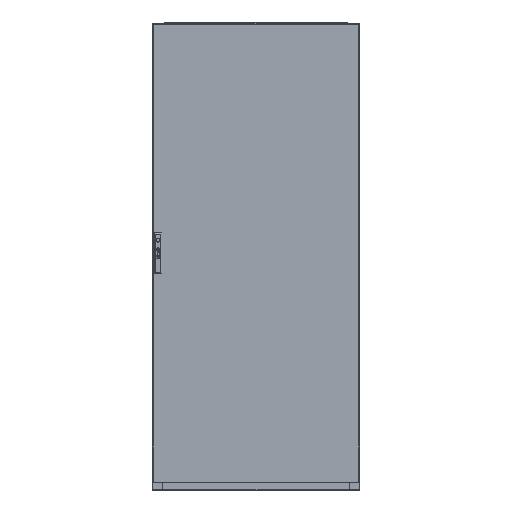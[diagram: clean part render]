
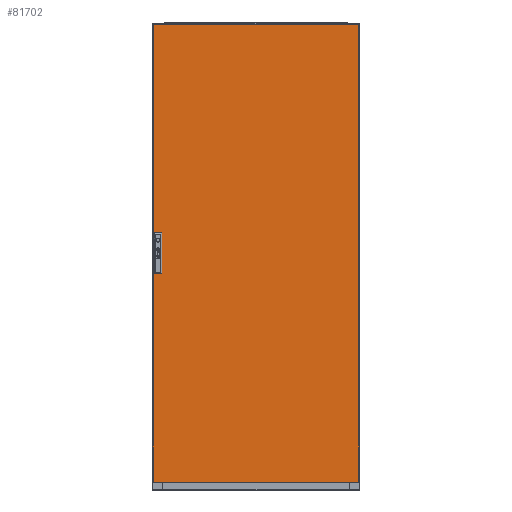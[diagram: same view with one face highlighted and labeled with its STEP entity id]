
A CAD part, top view. The second image highlights one B-rep face of the part: STEP entity #81702.
In plain terms, the highlighted planar face has unit normal (0, 0, 1).
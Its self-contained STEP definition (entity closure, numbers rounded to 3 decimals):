
#87 = VECTOR ( 'NONE', #101229, 1000. ) ;
#808 = AXIS2_PLACEMENT_3D ( 'NONE', #31555, #98541, #48666 ) ;
#4235 = VERTEX_POINT ( 'NONE', #102804 ) ;
#4281 = CARTESIAN_POINT ( 'NONE',  ( -363., -78.5, 0. ) ) ;
#5056 = VERTEX_POINT ( 'NONE', #4281 ) ;
#6550 = CARTESIAN_POINT ( 'NONE',  ( -397., -883.5, 0. ) ) ;
#6774 = DIRECTION ( 'NONE',  ( -1., 0., 0. ) ) ;
#8507 = CARTESIAN_POINT ( 'NONE',  ( 397., -883.5, 0. ) ) ;
#11717 = EDGE_CURVE ( 'NONE', #63692, #28165, #90883, .T. ) ;
#14753 = FACE_OUTER_BOUND ( 'NONE', #61308, .T. ) ;
#16454 = VECTOR ( 'NONE', #6774, 1000. ) ;
#18053 = CARTESIAN_POINT ( 'NONE',  ( -363., 78.5, 0. ) ) ;
#19042 = VECTOR ( 'NONE', #69577, 1000. ) ;
#19377 = EDGE_CURVE ( 'NONE', #63692, #36635, #81610, .T. ) ;
#21060 = VERTEX_POINT ( 'NONE', #74140 ) ;
#24972 = CARTESIAN_POINT ( 'NONE',  ( 397., 883.5, 0. ) ) ;
#25383 = EDGE_CURVE ( 'NONE', #75393, #72699, #101896, .T. ) ;
#28165 = VERTEX_POINT ( 'NONE', #18053 ) ;
#31555 = CARTESIAN_POINT ( 'NONE',  ( 0., 0., 0. ) ) ;
#35105 = VECTOR ( 'NONE', #74022, 1000. ) ;
#35213 = EDGE_CURVE ( 'NONE', #28165, #5056, #66064, .T. ) ;
#36635 = VERTEX_POINT ( 'NONE', #72375 ) ;
#38562 = ORIENTED_EDGE ( 'NONE', *, *, #57435, .T. ) ;
#39846 = DIRECTION ( 'NONE',  ( 1., 0., 0. ) ) ;
#40158 = PLANE ( 'NONE',  #808 ) ;
#43522 = VECTOR ( 'NONE', #87791, 1000. ) ;
#45513 = ORIENTED_EDGE ( 'NONE', *, *, #25383, .T. ) ;
#48666 = DIRECTION ( 'NONE',  ( 1., 0., 0. ) ) ;
#52627 = CARTESIAN_POINT ( 'NONE',  ( -397., 883.5, 0. ) ) ;
#55548 = EDGE_LOOP ( 'NONE', ( #105072, #92028, #77062, #90692 ) ) ;
#57435 = EDGE_CURVE ( 'NONE', #72699, #21060, #103336, .T. ) ;
#57631 = CARTESIAN_POINT ( 'NONE',  ( 397., 883.5, 0. ) ) ;
#59352 = VECTOR ( 'NONE', #66181, 1000. ) ;
#59506 = CARTESIAN_POINT ( 'NONE',  ( -363., 0., 0. ) ) ;
#61308 = EDGE_LOOP ( 'NONE', ( #45513, #38562, #89284, #93145 ) ) ;
#62005 = LINE ( 'NONE', #90238, #106651 ) ;
#63692 = VERTEX_POINT ( 'NONE', #97734 ) ;
#65193 = EDGE_CURVE ( 'NONE', #4235, #75393, #104901, .T. ) ;
#66064 = LINE ( 'NONE', #59506, #87 ) ;
#66181 = DIRECTION ( 'NONE',  ( 0., -1., 0. ) ) ;
#69577 = DIRECTION ( 'NONE',  ( 0., -1., 0. ) ) ;
#72375 = CARTESIAN_POINT ( 'NONE',  ( -393.4, -78.5, 0. ) ) ;
#72699 = VERTEX_POINT ( 'NONE', #57631 ) ;
#74022 = DIRECTION ( 'NONE',  ( 1., 0., 0. ) ) ;
#74140 = CARTESIAN_POINT ( 'NONE',  ( -397., 883.5, 0. ) ) ;
#74923 = EDGE_CURVE ( 'NONE', #21060, #4235, #106016, .T. ) ;
#75393 = VERTEX_POINT ( 'NONE', #8507 ) ;
#77062 = ORIENTED_EDGE ( 'NONE', *, *, #78289, .F. ) ;
#78289 = EDGE_CURVE ( 'NONE', #36635, #5056, #62005, .T. ) ;
#79308 = CARTESIAN_POINT ( 'NONE',  ( -393.4, 78.5, 0. ) ) ;
#81610 = LINE ( 'NONE', #99445, #59352 ) ;
#81702 = ADVANCED_FACE ( 'NONE', ( #104307, #14753 ), #40158, .T. ) ;
#83116 = CARTESIAN_POINT ( 'NONE',  ( -397., 883.5, 0. ) ) ;
#87791 = DIRECTION ( 'NONE',  ( 1., 0., 0. ) ) ;
#89284 = ORIENTED_EDGE ( 'NONE', *, *, #74923, .T. ) ;
#90238 = CARTESIAN_POINT ( 'NONE',  ( -393.4, -78.5, 0. ) ) ;
#90692 = ORIENTED_EDGE ( 'NONE', *, *, #19377, .F. ) ;
#90883 = LINE ( 'NONE', #79308, #43522 ) ;
#92028 = ORIENTED_EDGE ( 'NONE', *, *, #35213, .T. ) ;
#93145 = ORIENTED_EDGE ( 'NONE', *, *, #65193, .T. ) ;
#97734 = CARTESIAN_POINT ( 'NONE',  ( -393.4, 78.5, 0. ) ) ;
#98541 = DIRECTION ( 'NONE',  ( 0., 0., 1. ) ) ;
#99249 = VECTOR ( 'NONE', #108930, 1000. ) ;
#99445 = CARTESIAN_POINT ( 'NONE',  ( -393.4, 0., 0. ) ) ;
#101229 = DIRECTION ( 'NONE',  ( 0., -1., 0. ) ) ;
#101896 = LINE ( 'NONE', #24972, #99249 ) ;
#102804 = CARTESIAN_POINT ( 'NONE',  ( -397., -883.5, 0. ) ) ;
#103336 = LINE ( 'NONE', #83116, #16454 ) ;
#104307 = FACE_BOUND ( 'NONE', #55548, .T. ) ;
#104901 = LINE ( 'NONE', #6550, #35105 ) ;
#105072 = ORIENTED_EDGE ( 'NONE', *, *, #11717, .T. ) ;
#106016 = LINE ( 'NONE', #52627, #19042 ) ;
#106651 = VECTOR ( 'NONE', #39846, 1000. ) ;
#108930 = DIRECTION ( 'NONE',  ( 0., 1., 0. ) ) ;
